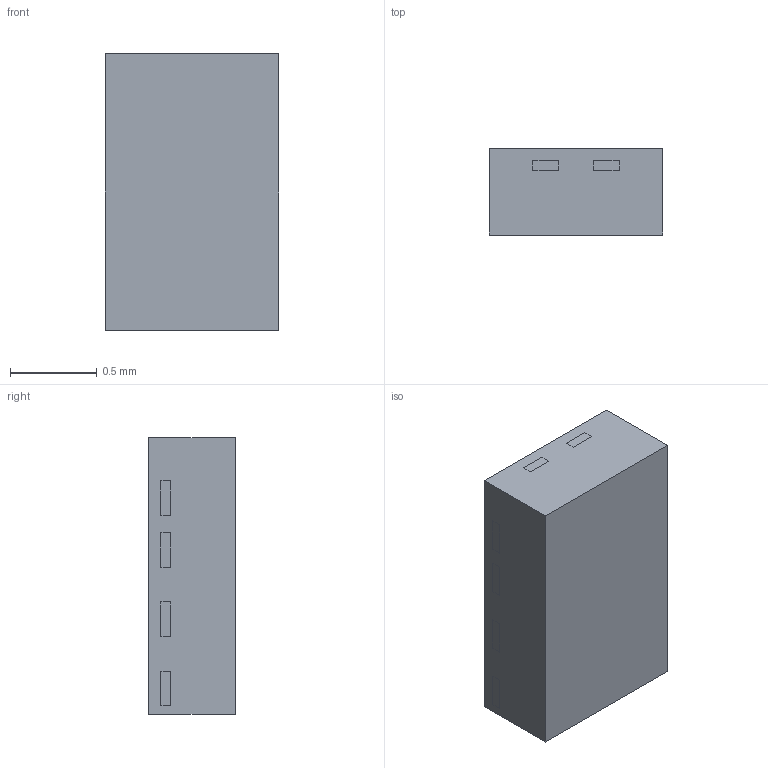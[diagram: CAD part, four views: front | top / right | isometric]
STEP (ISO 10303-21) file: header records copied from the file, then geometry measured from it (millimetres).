
FILE_DESCRIPTION(/* description */ (''),/* implementation_level */ '2;1');
FILE_NAME(/* name */ 'DFN1610B-2 3D STP',/* time_stamp */ '2020-05-29T10:24:49+08:00',/* author */ ('Wei Wu'),/* organization */ ('Diodes'),/* preprocessor_version */ 'ST-DEVELOPER v16.7',/* originating_system */ 'DEX',/* authorisation */ $);
FILE_SCHEMA (('AUTOMOTIVE_DESIGN {1 0 10303 214 3 1 1}'));
Length unit declared in the file: millimetre
Products named in the file (3): DFN1610B-2 3D; LDF; CPD
Assembly tree (2 placements, depth 2):
  DFN1610B-2 3D
    LDF
    CPD
Bounding box: 1 x 0.5 x 1.6 mm (x, y, z)
Volume: 0.8 mm3; surface area: 11.2 mm2
Topology: 3 solids, 3 shells, 110 faces, 338 edges, 224 vertices
Faces by surface type: plane 76, cylinder 34
Entity records: 4287 total; most frequent: ORIENTED_EDGE 676, CARTESIAN_POINT 675, DIRECTION 632, EDGE_CURVE 338, LINE 270, VECTOR 270, VERTEX_POINT 224, AXIS2_PLACEMENT_3D 181
